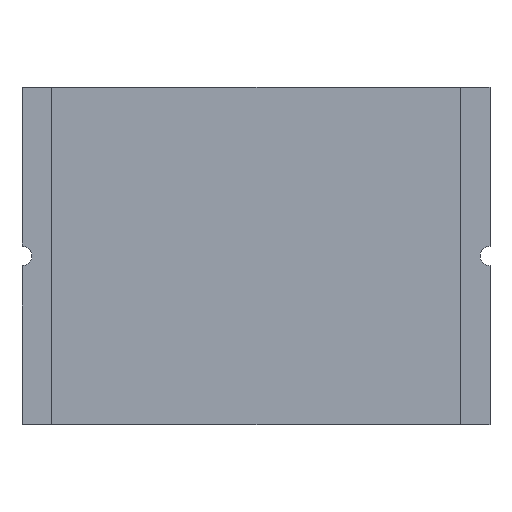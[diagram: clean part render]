
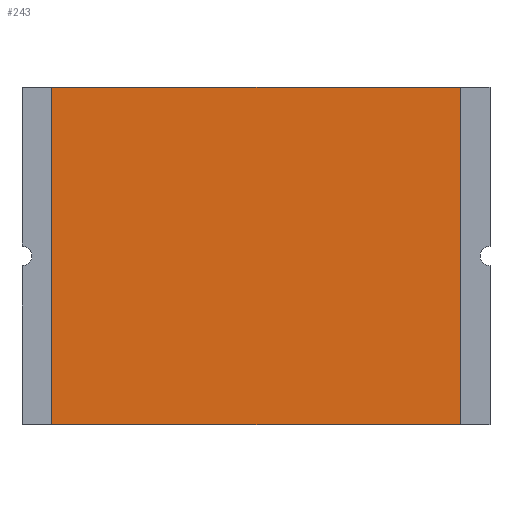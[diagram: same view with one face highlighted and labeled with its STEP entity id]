
A CAD part, top view. The second image highlights one B-rep face of the part: STEP entity #243.
In plain terms, the highlighted planar face has unit normal (0, 0, 1).
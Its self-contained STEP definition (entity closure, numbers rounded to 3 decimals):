
#48 = VERTEX_POINT('',#49);
#49 = CARTESIAN_POINT('',(-2.,-1.7,1.1));
#55 = EDGE_CURVE('',#48,#56,#58,.T.);
#56 = VERTEX_POINT('',#57);
#57 = CARTESIAN_POINT('',(2.13,-1.7,1.1));
#58 = LINE('',#59,#60);
#59 = CARTESIAN_POINT('',(-2.3,-1.7,1.1));
#60 = VECTOR('',#61,1.);
#61 = DIRECTION('',(1.,0.,0.));
#224 = VERTEX_POINT('',#225);
#225 = CARTESIAN_POINT('',(2.13,1.71,1.1));
#233 = EDGE_CURVE('',#224,#56,#234,.T.);
#234 = LINE('',#235,#236);
#235 = CARTESIAN_POINT('',(2.13,1.71,1.1));
#236 = VECTOR('',#237,1.);
#237 = DIRECTION('',(0.,-1.,0.));
#243 = ADVANCED_FACE('',(#244),#262,.T.);
#244 = FACE_BOUND('',#245,.T.);
#245 = EDGE_LOOP('',(#246,#254,#255,#256));
#246 = ORIENTED_EDGE('',*,*,#247,.T.);
#247 = EDGE_CURVE('',#248,#48,#250,.T.);
#248 = VERTEX_POINT('',#249);
#249 = CARTESIAN_POINT('',(-2.,1.71,1.1));
#250 = LINE('',#251,#252);
#251 = CARTESIAN_POINT('',(-2.,1.71,1.1));
#252 = VECTOR('',#253,1.);
#253 = DIRECTION('',(0.,-1.,0.));
#254 = ORIENTED_EDGE('',*,*,#55,.T.);
#255 = ORIENTED_EDGE('',*,*,#233,.F.);
#256 = ORIENTED_EDGE('',*,*,#257,.T.);
#257 = EDGE_CURVE('',#224,#248,#258,.T.);
#258 = LINE('',#259,#260);
#259 = CARTESIAN_POINT('',(2.43,1.71,1.1));
#260 = VECTOR('',#261,1.);
#261 = DIRECTION('',(-1.,0.,0.));
#262 = PLANE('',#263);
#263 = AXIS2_PLACEMENT_3D('',#264,#265,#266);
#264 = CARTESIAN_POINT('',(0.065,0.005,1.1));
#265 = DIRECTION('',(0.,0.,1.));
#266 = DIRECTION('',(1.,0.,0.));
